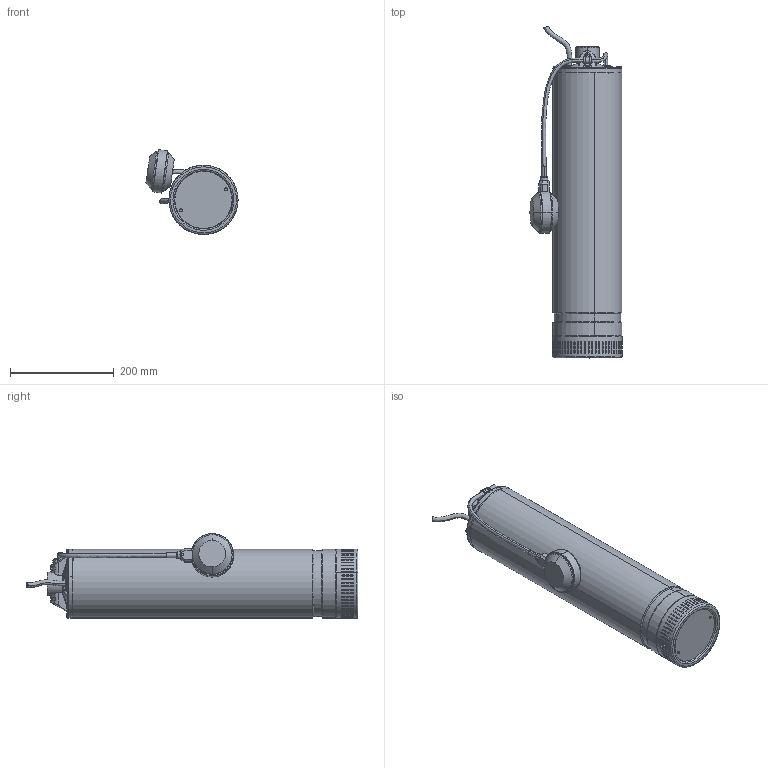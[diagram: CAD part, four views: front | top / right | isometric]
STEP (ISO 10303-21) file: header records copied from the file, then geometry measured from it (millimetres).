
FILE_DESCRIPTION (( 'STEP AP214' ), '1' );
FILE_NAME ('10012167swa00.step', '2021-07-29T12:46:30', ( '' ), ( '' ), 'SwSTEP 2.0', 'SolidWorks 2020', '' );
FILE_SCHEMA (( 'AUTOMOTIVE_DESIGN' ));
Length unit declared in the file: millimetre
Products named in the file (13): Copia di 3_92_218^10012167swa00_CG; Cavo galleggiante^10012167swa00; Copia di 4_93_608_02_REV00^10012167swa00_523; 10008019swn00_TCB+ M5x10 UNI 7687 A2-70; Copia di M5x16_UNI_57390^10012167swa00; Copia di 3_92_161_REV01^10012167swa00; Copia di 3_92_218^Copia di 3_92_218_10012167swa00; 10010901swn00; 10011495swn00; Copia di 3_92_217_REV00^Copia di 3_92_218_10012167swa00_CG; Copia di 3_92_1440^Copia di 3_92_218_10012167swa00; 10012167swa00; Copia di 2_92_057-2C_REV00^10012167swa00_CG
Assembly tree (19 placements, depth 3):
  10012167swa00
    Copia di 4_93_608_02_REV00^10012167swa00_523
    Copia di 3_92_218^10012167swa00_CG
      Copia di 3_92_218^Copia di 3_92_218_10012167swa00
      Copia di 3_92_217_REV00^Copia di 3_92_218_10012167swa00_CG
      Copia di 3_92_1440^Copia di 3_92_218_10012167swa00
    Copia di M5x16_UNI_57390^10012167swa00  x8
    Copia di 2_92_057-2C_REV00^10012167swa00_CG
    Copia di 3_92_161_REV01^10012167swa00
    10010901swn00
    10008019swn00_TCB+ M5x10 UNI 7687 A2-70
    10011495swn00
    Cavo galleggiante^10012167swa00
Bounding box: 177.03 x 638.56 x 163.13 mm (x, y, z)
Volume: 1301166 mm3; surface area: 654350.4 mm2
Topology: 26 solids, 26 shells, 1638 faces, 3999 edges, 2602 vertices
Faces by surface type: plane 814, cylinder 571, bspline 128, cone 109, torus 8, sphere 8
Entity records: 69539 total; most frequent: CARTESIAN_POINT 34432, ORIENTED_EDGE 7362, DIRECTION 6494, EDGE_CURVE 3681, VERTEX_POINT 2420, AXIS2_PLACEMENT_3D 2227, LINE 2040, VECTOR 2040
